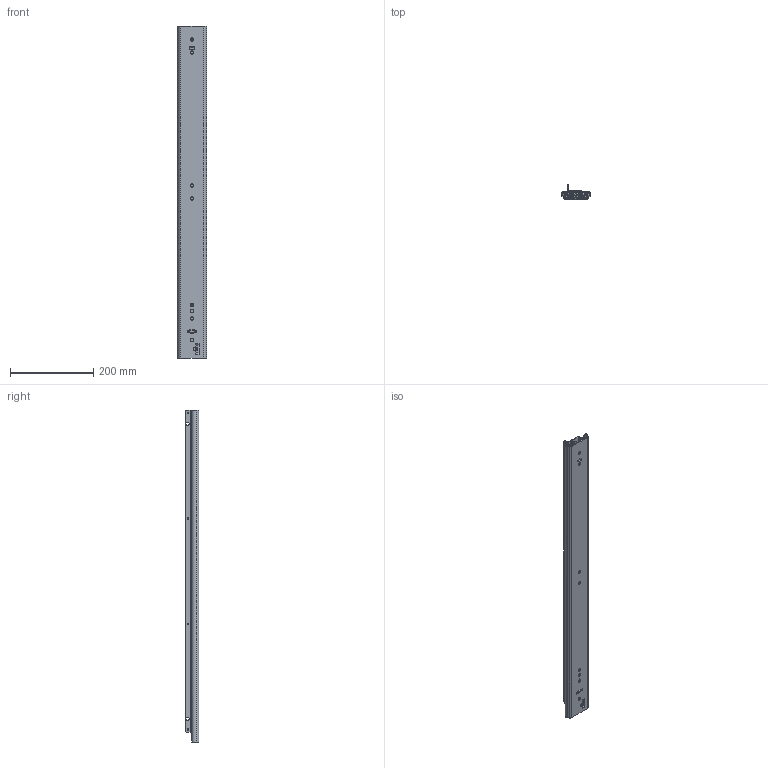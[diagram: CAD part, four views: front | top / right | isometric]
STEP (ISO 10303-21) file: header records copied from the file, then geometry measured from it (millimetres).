
FILE_DESCRIPTION((''),'2;1');
FILE_NAME('101-S49_ASM','2015-05-18T',('w.jans'),(''),'PRO/ENGINEER BY PARAMETRIC TECHNOLOGY CORPORATION, 2003450','PRO/ENGINEER BY PARAMETRIC TECHNOLOGY CORPORATION, 2003450','');
FILE_SCHEMA(('CONFIG_CONTROL_DESIGN'));
Length unit declared in the file: millimetre
Products named in the file (15): 101-S49-SKEL; 511-01-S49-TA1; 511-01-S49-TA1_ASM; 515-4XX-01-S49; 911-073; 515-4XX-01-S49_ASM; 512-01-S49-TA2; 512-01-S49-TA2_ASM; 515-5XX-01-S49; 911-078; 515-5XX-01-S49_ASM; 513-01-S49-TA3; 516-093; 513-01-S49-TA3_ASM; 101-S49_ASM
Assembly tree (92 placements, depth 3):
  101-S49_ASM
    101-S49-SKEL
    511-01-S49-TA1_ASM
      511-01-S49-TA1
    515-4XX-01-S49_ASM
      515-4XX-01-S49
      911-073  x42
    512-01-S49-TA2_ASM
      512-01-S49-TA2
    515-5XX-01-S49_ASM
      515-5XX-01-S49
      911-078  x38
    513-01-S49-TA3_ASM
      513-01-S49-TA3
      516-093
Bounding box: 70.9 x 32.7 x 800 mm (x, y, z)
Volume: 442682.9 mm3; surface area: 548192.6 mm2
Topology: 86 solids, 86 shells, 1661 faces, 4798 edges, 2982 vertices
Faces by surface type: plane 828, cylinder 605, sphere 160, cone 36, torus 32
Entity records: 52032 total; most frequent: CARTESIAN_POINT 10522, DIRECTION 8815, ORIENTED_EDGE 8644, EDGE_CURVE 4322, AXIS2_PLACEMENT_3D 2969, VECTOR 2877, LINE 2877, VERTEX_POINT 2826
